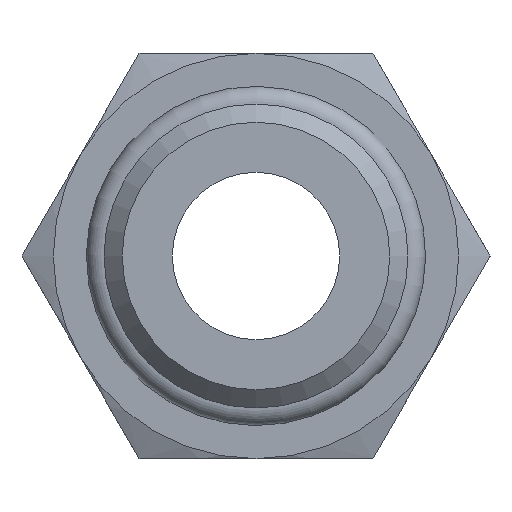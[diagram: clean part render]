
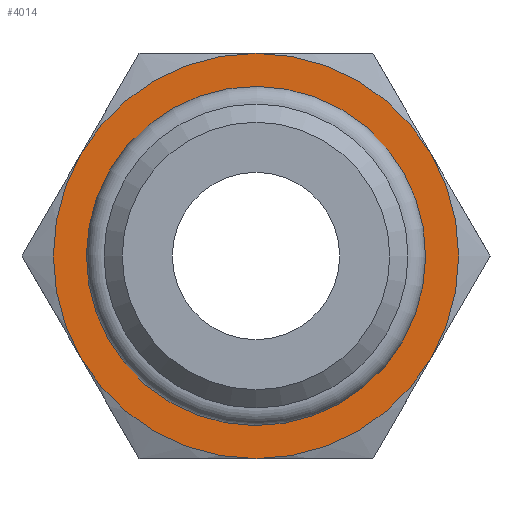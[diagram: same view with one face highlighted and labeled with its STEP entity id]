
A CAD part, left-side view. The second image highlights one B-rep face of the part: STEP entity #4014.
In plain terms, the highlighted planar face has unit normal (-1, 0, 0).
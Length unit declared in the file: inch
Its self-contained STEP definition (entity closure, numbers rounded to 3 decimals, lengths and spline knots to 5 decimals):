
#2949=CARTESIAN_POINT('',(0.0,0.,0.5));
#2950=VERTEX_POINT('',#2949);
#3421=CARTESIAN_POINT('',(0.0,0.,0.331));
#3422=VERTEX_POINT('',#3421);
#3423=CARTESIAN_POINT('',(0.0,0.,0.));
#3424=DIRECTION('',(-1.0,0.0,0.0));
#3425=DIRECTION('',(0.0,0.0,-1.0));
#3426=AXIS2_PLACEMENT_3D('',#3423,#3424,#3425);
#3427=CIRCLE('',#3426,0.331);
#3428=EDGE_CURVE('',#3422,#3422,#3427,.T.);
#3471=CARTESIAN_POINT('',(0.0,0.43301,0.25));
#3472=VERTEX_POINT('',#3471);
#3486=CARTESIAN_POINT('',(0.0,0.0,0.0));
#3487=DIRECTION('',(-1.0,0.0,0.0));
#3488=DIRECTION('',(0.0,1.0,0.0));
#3489=AXIS2_PLACEMENT_3D('',#3486,#3487,#3488);
#3490=CIRCLE('',#3489,0.5);
#3491=EDGE_CURVE('',#2950,#3472,#3490,.T.);
#3501=CARTESIAN_POINT('',(0.0,-0.43301,0.25));
#3502=VERTEX_POINT('',#3501);
#3517=CARTESIAN_POINT('',(0.0,0.0,0.0));
#3518=DIRECTION('',(-1.0,0.0,0.0));
#3519=DIRECTION('',(0.0,1.0,0.0));
#3520=AXIS2_PLACEMENT_3D('',#3517,#3518,#3519);
#3521=CIRCLE('',#3520,0.5);
#3522=EDGE_CURVE('',#3502,#2950,#3521,.T.);
#3534=CARTESIAN_POINT('',(0.0,-0.43301,-0.25));
#3535=VERTEX_POINT('',#3534);
#3562=CARTESIAN_POINT('',(0.0,0.0,0.0));
#3563=DIRECTION('',(-1.0,0.0,0.0));
#3564=DIRECTION('',(0.0,1.0,0.0));
#3565=AXIS2_PLACEMENT_3D('',#3562,#3563,#3564);
#3566=CIRCLE('',#3565,0.5);
#3567=EDGE_CURVE('',#3535,#3502,#3566,.T.);
#3592=CARTESIAN_POINT('',(0.0,0.0,-0.5));
#3593=VERTEX_POINT('',#3592);
#3594=CARTESIAN_POINT('',(0.0,0.0,0.0));
#3595=DIRECTION('',(-1.0,0.0,0.0));
#3596=DIRECTION('',(0.0,1.0,0.0));
#3597=AXIS2_PLACEMENT_3D('',#3594,#3595,#3596);
#3598=CIRCLE('',#3597,0.5);
#3599=EDGE_CURVE('',#3593,#3535,#3598,.T.);
#3637=CARTESIAN_POINT('',(0.0,0.43301,-0.25));
#3638=VERTEX_POINT('',#3637);
#3639=CARTESIAN_POINT('',(0.0,0.0,0.0));
#3640=DIRECTION('',(-1.0,0.0,0.0));
#3641=DIRECTION('',(0.0,1.0,0.0));
#3642=AXIS2_PLACEMENT_3D('',#3639,#3640,#3641);
#3643=CIRCLE('',#3642,0.5);
#3644=EDGE_CURVE('',#3638,#3593,#3643,.T.);
#3682=CARTESIAN_POINT('',(0.0,0.0,0.0));
#3683=DIRECTION('',(-1.0,0.0,0.0));
#3684=DIRECTION('',(0.0,1.0,0.0));
#3685=AXIS2_PLACEMENT_3D('',#3682,#3683,#3684);
#3686=CIRCLE('',#3685,0.5);
#3687=EDGE_CURVE('',#3472,#3638,#3686,.T.);
#3998=CARTESIAN_POINT('',(0.0,0.,0.));
#3999=DIRECTION('',(1.0,0.0,0.0));
#4000=DIRECTION('',(0.0,0.0,-1.0));
#4001=AXIS2_PLACEMENT_3D('',#3998,#3999,#4000);
#4002=PLANE('',#4001);
#4003=ORIENTED_EDGE('',*,*,#3687,.T.);
#4004=ORIENTED_EDGE('',*,*,#3644,.T.);
#4005=ORIENTED_EDGE('',*,*,#3599,.T.);
#4006=ORIENTED_EDGE('',*,*,#3567,.T.);
#4007=ORIENTED_EDGE('',*,*,#3522,.T.);
#4008=ORIENTED_EDGE('',*,*,#3491,.T.);
#4009=EDGE_LOOP('',(#4003,#4004,#4005,#4006,#4007,#4008));
#4010=FACE_OUTER_BOUND('',#4009,.T.);
#4011=ORIENTED_EDGE('',*,*,#3428,.F.);
#4012=EDGE_LOOP('',(#4011));
#4013=FACE_BOUND('',#4012,.T.);
#4014=ADVANCED_FACE('',(#4010,#4013),#4002,.F.);
